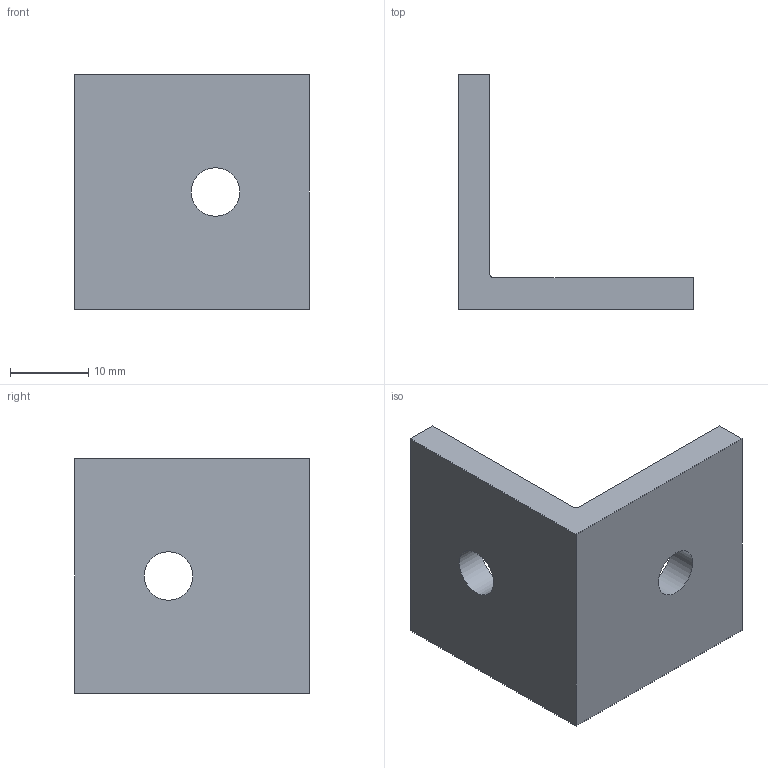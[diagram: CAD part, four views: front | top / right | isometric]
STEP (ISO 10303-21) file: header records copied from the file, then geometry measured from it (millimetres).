
FILE_DESCRIPTION(/* description */ ('STEP AP214'),/* implementation_level */ '2;1');
FILE_NAME(/* name */ 'Installation bracket GN 970-ALM-30-30-30-B',/* time_stamp */ '2024-09-18T13:59:14+02:00',/* author */ ('License CC BY-ND 4.0'),/* organization */ ('CADENAS'),/* preprocessor_version */ 'ST-DEVELOPER v19.3',/* originating_system */ 'PARTsolutions',/* authorisation */ ' ');
FILE_SCHEMA (('AUTOMOTIVE_DESIGN {1 0 10303 214 3 1 1}'));
Length unit declared in the file: millimetre
Products named in the file (1): Installation bracket GN 970-ALM-30-30-30-B
Bounding box: 30 x 30 x 30 mm (x, y, z)
Volume: 6480.1 mm3; surface area: 4076.7 mm2
Topology: 1 solids, 1 shells, 11 faces, 27 edges, 18 vertices
Faces by surface type: plane 8, cylinder 3
Full cylindrical faces by diameter (mm): 6.2 x2
Entity records: 355 total; most frequent: DIRECTION 55, CARTESIAN_POINT 55, ORIENTED_EDGE 50, EDGE_CURVE 25, LINE 19, VECTOR 19, VERTEX_POINT 18, AXIS2_PLACEMENT_3D 18
